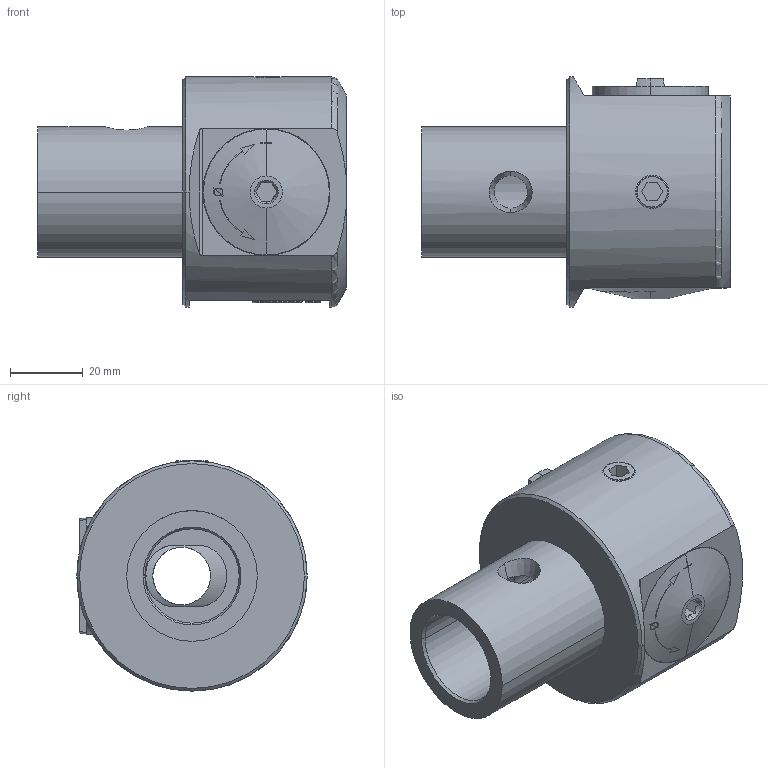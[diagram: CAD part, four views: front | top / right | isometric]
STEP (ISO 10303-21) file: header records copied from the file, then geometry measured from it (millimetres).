
FILE_DESCRIPTION (( 'STEP AP203' ), '1' );
FILE_NAME ('10.112.110.STEP', '2021-01-21T16:40:27', ( '' ), ( '' ), 'SwSTEP 2.0', 'SolidWorks 2020', '' );
FILE_SCHEMA (( 'CONFIG_CONTROL_DESIGN' ));
Length unit declared in the file: millimetre
Products named in the file (7): 10.112.120; 10.690.457_10.690.452; 10.112.110; 112.1X8 Cartridge_10.112.118 Cartridge; 112.156 Prisma; 10.690.452_10.690.452; 10.690.508_10.690.508
Assembly tree (8 placements, depth 2):
  10.112.110
    10.112.120
    112.1X8 Cartridge_10.112.118 Cartridge
    10.690.452_10.690.452
    10.690.457_10.690.452  x2
    10.690.508_10.690.508
    112.156 Prisma  x2
Bounding box: 85 x 63.5 x 63.5 mm (x, y, z)
Volume: 141352.4 mm3; surface area: 46532.8 mm2
Topology: 19 solids, 19 shells, 1824 faces, 4675 edges, 3009 vertices
Faces by surface type: plane 868, cylinder 397, cone 266, bspline 246, torus 47
Entity records: 72648 total; most frequent: CARTESIAN_POINT 30367, ORIENTED_EDGE 8980, DIRECTION 7909, EDGE_CURVE 4490, VERTEX_POINT 2908, LINE 2689, VECTOR 2689, AXIS2_PLACEMENT_3D 2610
